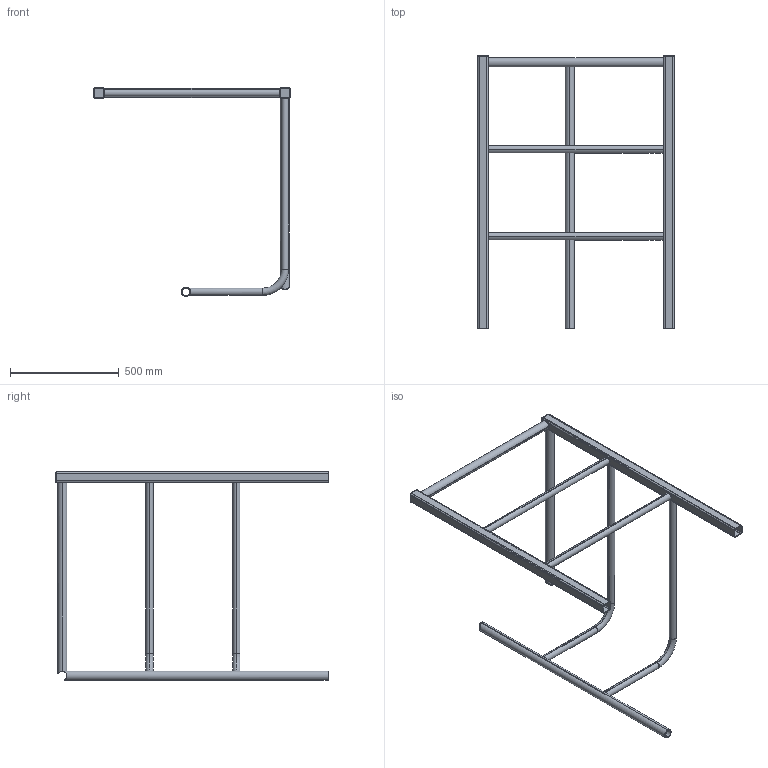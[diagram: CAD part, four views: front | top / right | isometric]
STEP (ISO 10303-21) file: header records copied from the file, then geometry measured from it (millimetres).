
FILE_DESCRIPTION(('CoCreate Modeling STEP Export'),'2;1');
FILE_NAME('stativ.stp','2008-07-11T14:09:46',(''),(''),'CoCreate Modeling STEP processor for AP214 (Solid Model)','CoCreate Modeling 17.00P0623 23-Jun-2008 (C) Parametric Technology GmbH','');
FILE_SCHEMA(('AUTOMOTIVE_DESIGN { 1 0 10303 214 1 1 1 1 }'));
Length unit declared in the file: millimetre
Products named in the file (53): p1; 5093156; a1; 5093144; 5093124; 5093063; 5093064; 5093062; 5093054; 5093074.1; 5093045; 5093025; 5093080; 5093079; 5093075.1; 5093077.1; 5093076; 5093024; 5093136; 5093112.14; 5093092.1; 5093092; 5093084; 5093084.1; 5093108; 5093104; 5093109; 5093097; 5093115; 5093112.7; 5093112.4; 5093083; 5093023; 60176; 5093151.1; 60211.1; 60210; 5093145; 5093068; 5093065 ...
Assembly tree (74 placements, depth 8):
  p1
  part2_5093039.stp
    5093022_asm.stp
      5093022_ASM
        36949.1  x2
        60211.1  x2
        53630.1  x2
        55499
          a1
        37551
        5093151.1  x2
        5118741
          5093045
            a1
          5093065
          5093068
        5093145
        60210
        60176
        5093023
          5093083
            5093112.4
            5093112.7
            5093112.14  x13
            5093115
            5093097
              5093109
              5093104
              5093092
              5093108
              5093092.1
            5093084.1
              5093092.1  x2
            5093084
              5093092
              5093092.1
          5093136
          5093024
            5093076
            5093077.1  x2
            5093075.1
            5093079  x2
            5093080  x2
            5093025
              5093045
                a1
            5093074.1  x2
            5093054
            5093062
              5093064
              5093063
          5093124
        5093144
          a1
        5093156
    p1
Bounding box: 904 x 1258 x 960 mm (x, y, z)
Volume: 4350318.5 mm3; surface area: 2374260.1 mm2
Topology: 11 solids, 11 shells, 137 faces, 314 edges, 192 vertices
Faces by surface type: cylinder 76, plane 43, torus 18
Entity records: 3966 total; most frequent: CARTESIAN_POINT 885, DIRECTION 479, ORIENTED_EDGE 376, AXIS2_PLACEMENT_3D 200, EDGE_CURVE 188, DIMENSIONAL_EXPONENTS 159, PRODUCT_DEFINITION_SHAPE 127, VERTEX_POINT 116
